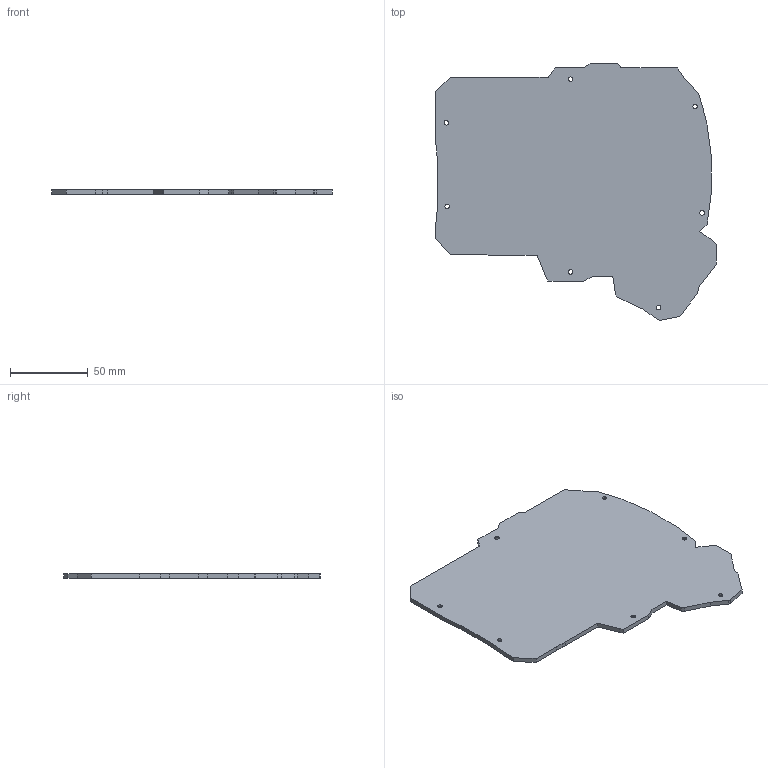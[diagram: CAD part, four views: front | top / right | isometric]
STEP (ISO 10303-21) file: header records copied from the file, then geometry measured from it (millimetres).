
FILE_DESCRIPTION(('Open CASCADE Model'),'2;1');
FILE_NAME('Open CASCADE Shape Model','2025-03-27T16:36:48',('Author'),( 'Open CASCADE'),'Open CASCADE STEP processor 7.7','Open CASCADE 7.7' ,'Unknown');
FILE_SCHEMA(('AUTOMOTIVE_DESIGN { 1 0 10303 214 1 1 1 1 }'));
Length unit declared in the file: millimetre
Products named in the file (1): Open CASCADE STEP translator 7.7 208
Bounding box: 181.29 x 165.68 x 3 mm (x, y, z)
Volume: 69565.9 mm3; surface area: 48518.2 mm2
Topology: 1 solids, 1 shells, 67 faces, 188 edges, 123 vertices
Faces by surface type: plane 53, cone 7, cylinder 7
Full cylindrical faces by diameter (mm): 3 x7
Entity records: 4651 total; most frequent: CARTESIAN_POINT 839, DIRECTION 707, LINE 529, VECTOR 529, ORIENTED_EDGE 376, PCURVE 376, DEFINITIONAL_REPRESENTATION 376, EDGE_CURVE 188
